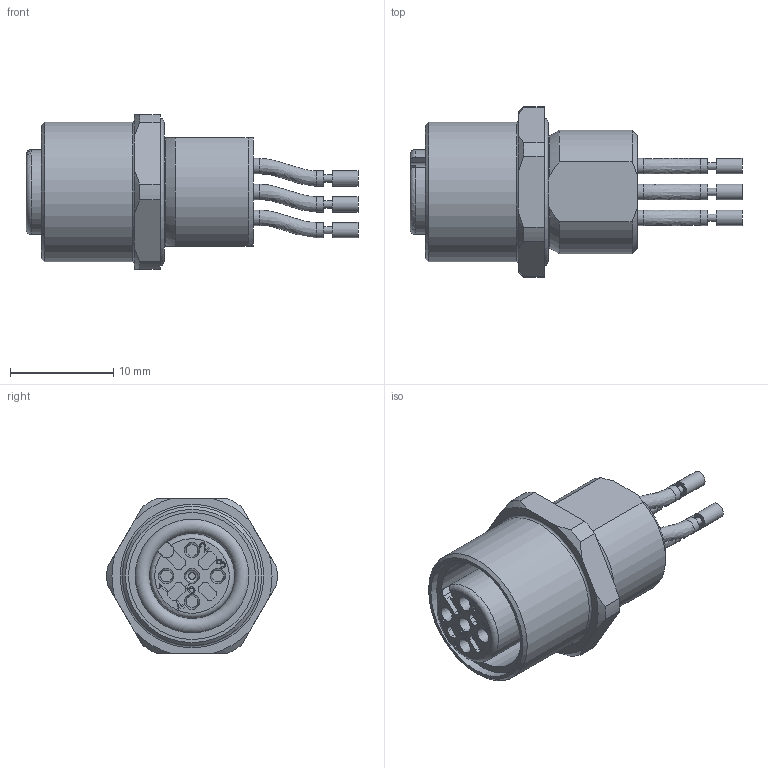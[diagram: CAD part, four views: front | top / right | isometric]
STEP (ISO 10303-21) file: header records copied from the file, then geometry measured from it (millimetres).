
FILE_DESCRIPTION(/* description */ (''),/* implementation_level */ '2;1');
FILE_NAME(/* name */ 'RA-FVM12KUA4-m_M12_stp.stp',/* time_stamp */ '2016-09-16T16:12:23+02:00',/* author */ (''),/* organization */ (''),/* preprocessor_version */ 'ST-DEVELOPER v16',/* originating_system */ 'SIEMENS PLM Software NX 10.0',/* authorisation */ '');
FILE_SCHEMA (('AUTOMOTIVE_DESIGN { 1 0 10303 214 3 1 1 1 }'));
Length unit declared in the file: millimetre
Products named in the file (1): RA-FVM12KUA4-m_M12_stp
Bounding box: 32.15 x 16.49 x 15 mm (x, y, z)
Volume: 2548.9 mm3; surface area: 1975.5 mm2
Topology: 1 solids, 1 shells, 203 faces, 508 edges, 338 vertices
Faces by surface type: plane 86, cylinder 56, extrusion 32, cone 16, torus 9, bspline 4
Full cylindrical faces by diameter (mm): 0.7 x4, 1.15 x4, 1.5 x12, 11 x1, 12.3 x1, 13.5 x1
Entity records: 6489 total; most frequent: CARTESIAN_POINT 1911, ORIENTED_EDGE 912, DIRECTION 867, EDGE_CURVE 456, VERTEX_POINT 323, AXIS2_PLACEMENT_3D 307, EDGE_LOOP 271, VECTOR 253
